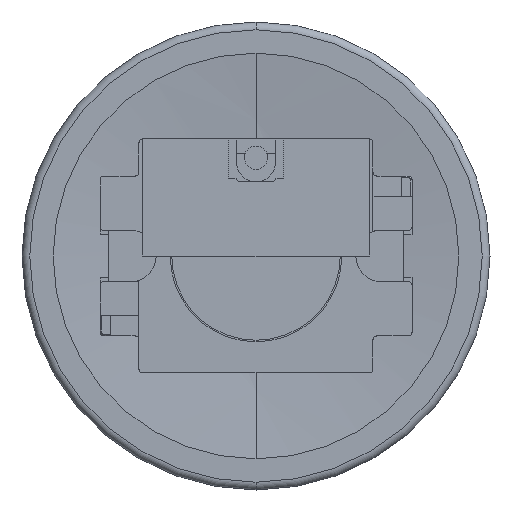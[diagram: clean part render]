
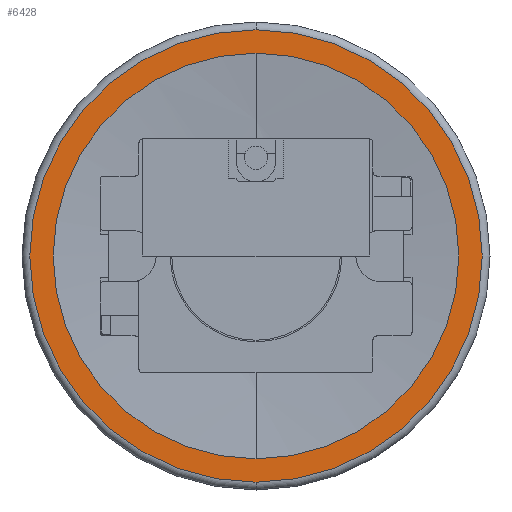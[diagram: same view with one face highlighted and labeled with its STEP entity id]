
A CAD part, front view. The second image highlights one B-rep face of the part: STEP entity #6428.
In plain terms, the highlighted planar face has unit normal (0, -1, 0).
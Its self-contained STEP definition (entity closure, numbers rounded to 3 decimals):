
#6257=CARTESIAN_POINT('',(0.,28.7,0.));
#6258=DIRECTION('',(0.,1.,0.));
#6259=DIRECTION('',(0.,0.,1.));
#6260=AXIS2_PLACEMENT_3D('',#6257,#6258,#6259);
#6262=CARTESIAN_POINT('',(0.,28.7,0.));
#6263=DIRECTION('',(0.,1.,0.));
#6264=DIRECTION('',(0.,0.,-1.));
#6265=AXIS2_PLACEMENT_3D('',#6262,#6263,#6264);
#6267=CARTESIAN_POINT('',(0.,28.7,0.));
#6268=DIRECTION('',(0.,-1.,0.));
#6269=DIRECTION('',(0.,0.,1.));
#6270=AXIS2_PLACEMENT_3D('',#6267,#6268,#6269);
#6272=CARTESIAN_POINT('',(0.,28.7,0.));
#6273=DIRECTION('',(0.,-1.,0.));
#6274=DIRECTION('',(0.,0.,-1.));
#6275=AXIS2_PLACEMENT_3D('',#6272,#6273,#6274);
#6374=CARTESIAN_POINT('',(0.,28.7,26.));
#6375=CARTESIAN_POINT('',(0.,28.7,-26.));
#6376=VERTEX_POINT('',#6374);
#6377=VERTEX_POINT('',#6375);
#6388=CARTESIAN_POINT('',(0.,28.7,29.));
#6389=CARTESIAN_POINT('',(0.,28.7,-29.));
#6390=VERTEX_POINT('',#6388);
#6391=VERTEX_POINT('',#6389);
#6412=CARTESIAN_POINT('',(0.,28.7,0.));
#6413=DIRECTION('',(0.,1.,0.));
#6414=DIRECTION('',(0.,0.,-1.));
#6415=AXIS2_PLACEMENT_3D('',#6412,#6413,#6414);
#6416=PLANE('',#6415);
#6418=ORIENTED_EDGE('',*,*,#6417,.F.);
#6419=ORIENTED_EDGE('',*,*,#6401,.F.);
#6420=EDGE_LOOP('',(#6418,#6419));
#6421=FACE_OUTER_BOUND('',#6420,.F.);
#6423=ORIENTED_EDGE('',*,*,#6422,.F.);
#6425=ORIENTED_EDGE('',*,*,#6424,.F.);
#6426=EDGE_LOOP('',(#6423,#6425));
#6427=FACE_BOUND('',#6426,.F.);
#6428=ADVANCED_FACE('',(#6421,#6427),#6416,.F.);
#6261=CIRCLE('',#6260,26.);
#6266=CIRCLE('',#6265,26.);
#6271=CIRCLE('',#6270,29.);
#6276=CIRCLE('',#6275,29.);
#6401=EDGE_CURVE('',#6391,#6390,#6276,.T.);
#6417=EDGE_CURVE('',#6390,#6391,#6271,.T.);
#6422=EDGE_CURVE('',#6376,#6377,#6261,.T.);
#6424=EDGE_CURVE('',#6377,#6376,#6266,.T.);
